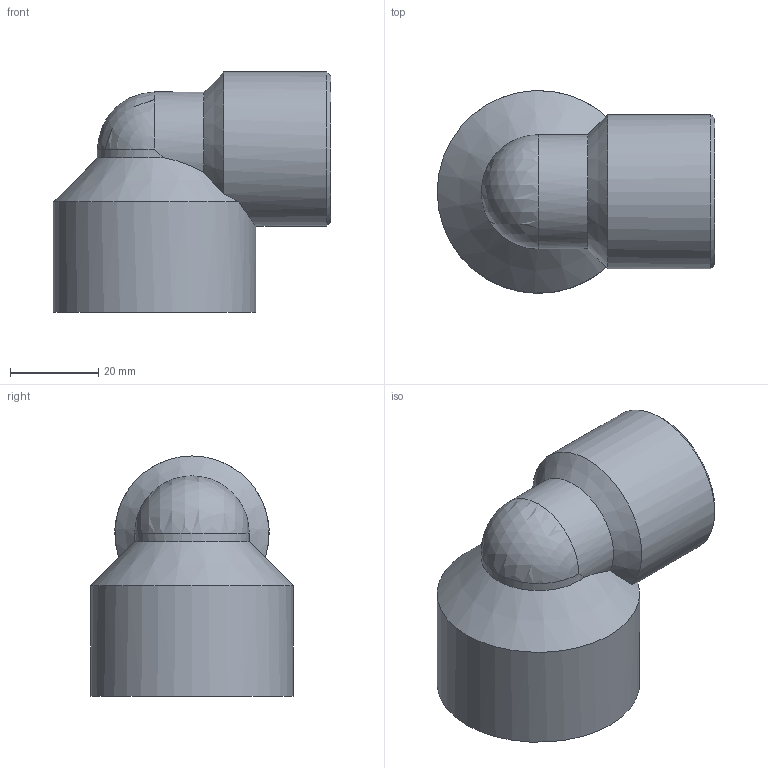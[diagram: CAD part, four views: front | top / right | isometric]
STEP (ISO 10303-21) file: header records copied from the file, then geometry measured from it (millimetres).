
FILE_DESCRIPTION( ( 'STEP AP214' ), '1' );
FILE_NAME( '22087002507(architecture400).stp', '2021-11-18T07:12:48', ( 'License CC BY-ND 4.0' ), ( 'CADENAS' ), ' ', 'PARTsolutions', ' ' );
FILE_SCHEMA( ( 'AUTOMOTIVE_DESIGN { 1 0 10303 214 1 1 1 1 }' ) );
Length unit declared in the file: millimetre
Products named in the file (1): _22087002507(architecture400)
Bounding box: 63 x 46 x 54.5 mm (x, y, z)
Volume: 59507.1 mm3; surface area: 15474 mm2
Topology: 1 solids, 1 shells, 18 faces, 44 edges, 27 vertices
Faces by surface type: cylinder 8, plane 4, cone 4, sphere 2
Full cylindrical faces by diameter (mm): 15 x2, 24.117 x1, 25 x1, 35 x1, 46 x1
Entity records: 640 total; most frequent: CARTESIAN_POINT 126, DIRECTION 80, ORIENTED_EDGE 56, AXIS2_PLACEMENT_3D 40, EDGE_LOOP 30, EDGE_CURVE 28, FACE_OUTER_BOUND 24, VERTEX_POINT 22
